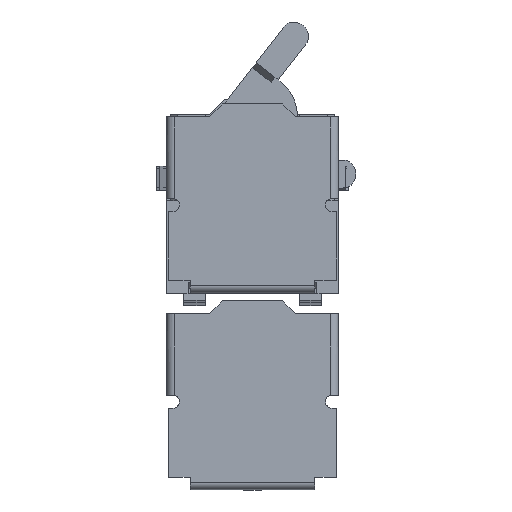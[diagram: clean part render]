
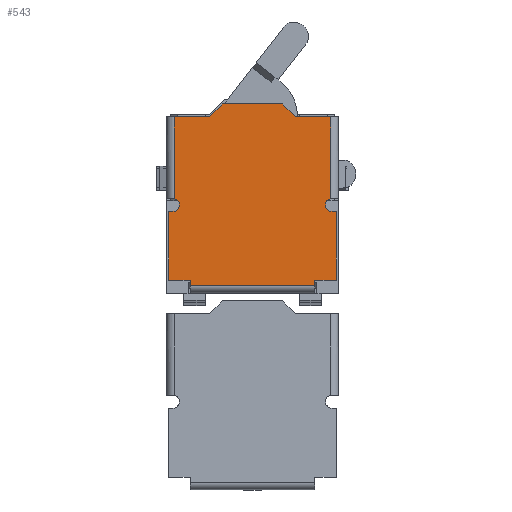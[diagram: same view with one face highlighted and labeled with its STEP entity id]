
A CAD part, top view. The second image highlights one B-rep face of the part: STEP entity #543.
In plain terms, the highlighted planar face has unit normal (0, 0, 1).
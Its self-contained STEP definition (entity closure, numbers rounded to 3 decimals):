
#543 = ADVANCED_FACE( '', ( #1097 ), #1098, .F. );
#1097 = FACE_OUTER_BOUND( '', #1696, .T. );
#1098 = PLANE( '', #1697 );
#1696 = EDGE_LOOP( '', ( #3125, #3126, #3127, #3128, #3129, #3130, #3131, #3132, #3133, #3134, #3135, #3136, #3137, #3138, #3139, #3140, #3141, #3142 ) );
#1697 = AXIS2_PLACEMENT_3D( '', #3143, #3144, #3145 );
#3125 = ORIENTED_EDGE( '', *, *, #4133, .F. );
#3126 = ORIENTED_EDGE( '', *, *, #4017, .T. );
#3127 = ORIENTED_EDGE( '', *, *, #4134, .F. );
#3128 = ORIENTED_EDGE( '', *, *, #3907, .F. );
#3129 = ORIENTED_EDGE( '', *, *, #3861, .F. );
#3130 = ORIENTED_EDGE( '', *, *, #3842, .T. );
#3131 = ORIENTED_EDGE( '', *, *, #3966, .T. );
#3132 = ORIENTED_EDGE( '', *, *, #3757, .F. );
#3133 = ORIENTED_EDGE( '', *, *, #4005, .T. );
#3134 = ORIENTED_EDGE( '', *, *, #3822, .T. );
#3135 = ORIENTED_EDGE( '', *, *, #4007, .T. );
#3136 = ORIENTED_EDGE( '', *, *, #4135, .F. );
#3137 = ORIENTED_EDGE( '', *, *, #4136, .F. );
#3138 = ORIENTED_EDGE( '', *, *, #3788, .T. );
#3139 = ORIENTED_EDGE( '', *, *, #3971, .T. );
#3140 = ORIENTED_EDGE( '', *, *, #3994, .T. );
#3141 = ORIENTED_EDGE( '', *, *, #3826, .F. );
#3142 = ORIENTED_EDGE( '', *, *, #4137, .F. );
#3143 = CARTESIAN_POINT( '', ( 5.1, -6.973, 0. ) );
#3144 = DIRECTION( '', ( 0., 0., -1. ) );
#3145 = DIRECTION( '', ( -1., 0., 0. ) );
#3757 = EDGE_CURVE( '', #4578, #4574, #4580, .F. );
#3788 = EDGE_CURVE( '', #4631, #4628, #4632, .F. );
#3822 = EDGE_CURVE( '', #4683, #4684, #4685, .T. );
#3826 = EDGE_CURVE( '', #4689, #4690, #4691, .T. );
#3842 = EDGE_CURVE( '', #4712, #4713, #4714, .T. );
#3861 = EDGE_CURVE( '', #4712, #4740, #4741, .T. );
#3907 = EDGE_CURVE( '', #4740, #4806, #4807, .T. );
#3966 = EDGE_CURVE( '', #4713, #4574, #4890, .T. );
#3971 = EDGE_CURVE( '', #4628, #4895, #4896, .T. );
#3994 = EDGE_CURVE( '', #4895, #4690, #4928, .T. );
#4005 = EDGE_CURVE( '', #4578, #4683, #4941, .T. );
#4007 = EDGE_CURVE( '', #4684, #4943, #4944, .T. );
#4017 = EDGE_CURVE( '', #4959, #4956, #4960, .F. );
#4133 = EDGE_CURVE( '', #4959, #5114, #5115, .T. );
#4134 = EDGE_CURVE( '', #4806, #4956, #5116, .T. );
#4135 = EDGE_CURVE( '', #5117, #4943, #5118, .T. );
#4136 = EDGE_CURVE( '', #4631, #5117, #5119, .T. );
#4137 = EDGE_CURVE( '', #5114, #4689, #5120, .T. );
#4574 = VERTEX_POINT( '', #5719 );
#4578 = VERTEX_POINT( '', #5723 );
#4580 = LINE( '', #5728, #5729 );
#4628 = VERTEX_POINT( '', #5794 );
#4631 = VERTEX_POINT( '', #5797 );
#4632 = LINE( '', #5798, #5799 );
#4683 = VERTEX_POINT( '', #5873 );
#4684 = VERTEX_POINT( '', #5874 );
#4685 = LINE( '', #5875, #5876 );
#4689 = VERTEX_POINT( '', #5882 );
#4690 = VERTEX_POINT( '', #5883 );
#4691 = LINE( '', #5884, #5885 );
#4712 = VERTEX_POINT( '', #5921 );
#4713 = VERTEX_POINT( '', #5922 );
#4714 = LINE( '', #5923, #5924 );
#4740 = VERTEX_POINT( '', #5962 );
#4741 = LINE( '', #5963, #5964 );
#4806 = VERTEX_POINT( '', #6054 );
#4807 = LINE( '', #6055, #6056 );
#4890 = LINE( '', #6181, #6182 );
#4895 = VERTEX_POINT( '', #6188 );
#4896 = LINE( '', #6189, #6190 );
#4928 = LINE( '', #6242, #6243 );
#4941 = CIRCLE( '', #6262, 0.15 );
#4943 = VERTEX_POINT( '', #6264 );
#4944 = LINE( '', #6265, #6266 );
#4956 = VERTEX_POINT( '', #6282 );
#4959 = VERTEX_POINT( '', #6285 );
#4960 = LINE( '', #6286, #6287 );
#5114 = VERTEX_POINT( '', #6512 );
#5115 = CIRCLE( '', #6513, 0.15 );
#5116 = LINE( '', #6514, #6515 );
#5117 = VERTEX_POINT( '', #6516 );
#5118 = LINE( '', #6517, #6518 );
#5119 = LINE( '', #6519, #6520 );
#5120 = LINE( '', #6521, #6522 );
#5719 = CARTESIAN_POINT( '', ( -1.82, -2.873, 0. ) );
#5723 = CARTESIAN_POINT( '', ( -1.82, -4.776, 0. ) );
#5728 = CARTESIAN_POINT( '', ( -1.82, -6.973, 0. ) );
#5729 = VECTOR( '', #6826, 1000. );
#5794 = CARTESIAN_POINT( '', ( 1.45, -6.793, 0. ) );
#5797 = CARTESIAN_POINT( '', ( -1.45, -6.793, 0. ) );
#5798 = CARTESIAN_POINT( '', ( 5.1, -6.793, 0. ) );
#5799 = VECTOR( '', #6862, 1000. );
#5873 = CARTESIAN_POINT( '', ( -1.85, -5.073, 0. ) );
#5874 = CARTESIAN_POINT( '', ( -1.95, -5.073, 0. ) );
#5875 = CARTESIAN_POINT( '', ( -1.85, -5.073, 0. ) );
#5876 = VECTOR( '', #6892, 1000. );
#5882 = CARTESIAN_POINT( '', ( 1.95, -5.073, 0. ) );
#5883 = CARTESIAN_POINT( '', ( 1.95, -6.673, 0. ) );
#5884 = CARTESIAN_POINT( '', ( 1.95, -6.973, 0. ) );
#5885 = VECTOR( '', #6895, 1000. );
#5921 = CARTESIAN_POINT( '', ( -0.7, -2.573, 0. ) );
#5922 = CARTESIAN_POINT( '', ( -1., -2.873, 0. ) );
#5923 = CARTESIAN_POINT( '', ( -0.7, -2.573, 0. ) );
#5924 = VECTOR( '', #6908, 1000. );
#5962 = CARTESIAN_POINT( '', ( 0.7, -2.573, 0. ) );
#5963 = CARTESIAN_POINT( '', ( 0., -2.573, 0. ) );
#5964 = VECTOR( '', #6924, 1000. );
#6054 = CARTESIAN_POINT( '', ( 1., -2.873, 0. ) );
#6055 = CARTESIAN_POINT( '', ( 0.7, -2.573, 0. ) );
#6056 = VECTOR( '', #6971, 1000. );
#6181 = CARTESIAN_POINT( '', ( -1., -2.873, 0. ) );
#6182 = VECTOR( '', #7014, 1000. );
#6188 = CARTESIAN_POINT( '', ( 1.45, -6.673, 0. ) );
#6189 = CARTESIAN_POINT( '', ( 1.45, -6.973, 0. ) );
#6190 = VECTOR( '', #7022, 1000. );
#6242 = CARTESIAN_POINT( '', ( 1.45, -6.673, 0. ) );
#6243 = VECTOR( '', #7040, 1000. );
#6262 = AXIS2_PLACEMENT_3D( '', #7047, #7048, #7049 );
#6264 = CARTESIAN_POINT( '', ( -1.95, -6.673, 0. ) );
#6265 = CARTESIAN_POINT( '', ( -1.95, -6.973, 0. ) );
#6266 = VECTOR( '', #7050, 1000. );
#6282 = CARTESIAN_POINT( '', ( 1.82, -2.873, 0. ) );
#6285 = CARTESIAN_POINT( '', ( 1.82, -4.776, 0. ) );
#6286 = CARTESIAN_POINT( '', ( 1.82, -6.973, 0. ) );
#6287 = VECTOR( '', #7061, 1000. );
#6512 = CARTESIAN_POINT( '', ( 1.85, -5.073, 0. ) );
#6513 = AXIS2_PLACEMENT_3D( '', #7172, #7173, #7174 );
#6514 = CARTESIAN_POINT( '', ( 1., -2.873, 0. ) );
#6515 = VECTOR( '', #7175, 1000. );
#6516 = CARTESIAN_POINT( '', ( -1.45, -6.673, 0. ) );
#6517 = CARTESIAN_POINT( '', ( -1.45, -6.673, 0. ) );
#6518 = VECTOR( '', #7176, 1000. );
#6519 = CARTESIAN_POINT( '', ( -1.45, -6.973, 0. ) );
#6520 = VECTOR( '', #7177, 1000. );
#6521 = CARTESIAN_POINT( '', ( 1.85, -5.073, 0. ) );
#6522 = VECTOR( '', #7178, 1000. );
#6826 = DIRECTION( '', ( 0., -1., 0. ) );
#6862 = DIRECTION( '', ( -1., 0., 0. ) );
#6892 = DIRECTION( '', ( -1., 0., 0. ) );
#6895 = DIRECTION( '', ( 0., -1., 0. ) );
#6908 = DIRECTION( '', ( -0.707, -0.707, 0. ) );
#6924 = DIRECTION( '', ( 1., 0., 0. ) );
#6971 = DIRECTION( '', ( 0.707, -0.707, 0. ) );
#7014 = DIRECTION( '', ( -1., 0., 0. ) );
#7022 = DIRECTION( '', ( 0., 1., 0. ) );
#7040 = DIRECTION( '', ( 1., 0., 0. ) );
#7047 = CARTESIAN_POINT( '', ( -1.85, -4.923, 0. ) );
#7048 = DIRECTION( '', ( 0., 0., -1. ) );
#7049 = DIRECTION( '', ( 0., 1., 0. ) );
#7050 = DIRECTION( '', ( 0., -1., 0. ) );
#7061 = DIRECTION( '', ( 0., -1., 0. ) );
#7172 = CARTESIAN_POINT( '', ( 1.85, -4.923, 0. ) );
#7173 = DIRECTION( '', ( 0., 0., 1. ) );
#7174 = DIRECTION( '', ( 0., 1., 0. ) );
#7175 = DIRECTION( '', ( 1., 0., 0. ) );
#7176 = DIRECTION( '', ( -1., 0., 0. ) );
#7177 = DIRECTION( '', ( 0., 1., 0. ) );
#7178 = DIRECTION( '', ( 1., 0., 0. ) );
